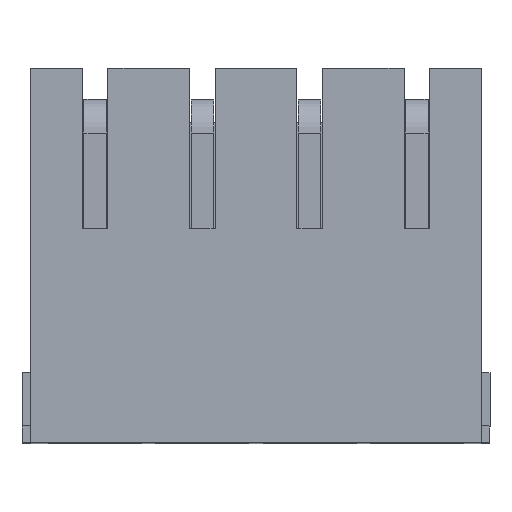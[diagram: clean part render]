
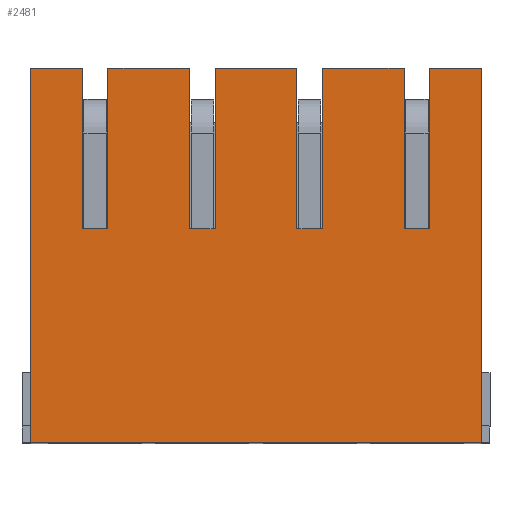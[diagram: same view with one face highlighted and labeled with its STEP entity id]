
A CAD part, top view. The second image highlights one B-rep face of the part: STEP entity #2481.
In plain terms, the highlighted planar face has unit normal (0, 0, 1).
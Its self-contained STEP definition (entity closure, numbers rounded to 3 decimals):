
#2333=AXIS2_PLACEMENT_3D('Plane Axis2P3D',#2330,#2331,#2332) ;
#147=CARTESIAN_POINT('Vertex',(16.33,0.,16.7)) ;
#150=CARTESIAN_POINT('Line Origine',(8.315,0.,16.7)) ;
#154=CARTESIAN_POINT('Vertex',(0.3,0.,16.7)) ;
#2048=CARTESIAN_POINT('Vertex',(16.33,13.3,16.7)) ;
#2051=CARTESIAN_POINT('Line Origine',(16.33,6.65,16.7)) ;
#2330=CARTESIAN_POINT('Axis2P3D Location',(0.3,13.3,16.7)) ;
#2335=CARTESIAN_POINT('Line Origine',(12.125,13.3,16.7)) ;
#2339=CARTESIAN_POINT('Vertex',(10.67,13.3,16.7)) ;
#2341=CARTESIAN_POINT('Vertex',(13.58,13.3,16.7)) ;
#2344=CARTESIAN_POINT('Line Origine',(10.67,10.45,16.7)) ;
#2348=CARTESIAN_POINT('Vertex',(10.67,7.6,16.7)) ;
#2351=CARTESIAN_POINT('Line Origine',(10.22,7.6,16.7)) ;
#2355=CARTESIAN_POINT('Vertex',(9.77,7.6,16.7)) ;
#2358=CARTESIAN_POINT('Line Origine',(9.77,10.45,16.7)) ;
#2362=CARTESIAN_POINT('Vertex',(9.77,13.3,16.7)) ;
#2365=CARTESIAN_POINT('Line Origine',(8.315,13.3,16.7)) ;
#2369=CARTESIAN_POINT('Vertex',(6.86,13.3,16.7)) ;
#2372=CARTESIAN_POINT('Line Origine',(6.86,10.45,16.7)) ;
#2376=CARTESIAN_POINT('Vertex',(6.86,7.6,16.7)) ;
#2379=CARTESIAN_POINT('Line Origine',(6.41,7.6,16.7)) ;
#2383=CARTESIAN_POINT('Vertex',(5.96,7.6,16.7)) ;
#2386=CARTESIAN_POINT('Line Origine',(5.96,10.45,16.7)) ;
#2390=CARTESIAN_POINT('Vertex',(5.96,13.3,16.7)) ;
#2393=CARTESIAN_POINT('Line Origine',(4.505,13.3,16.7)) ;
#2397=CARTESIAN_POINT('Vertex',(3.05,13.3,16.7)) ;
#2400=CARTESIAN_POINT('Line Origine',(3.05,10.45,16.7)) ;
#2404=CARTESIAN_POINT('Vertex',(3.05,7.6,16.7)) ;
#2407=CARTESIAN_POINT('Line Origine',(2.6,7.6,16.7)) ;
#2411=CARTESIAN_POINT('Vertex',(2.15,7.6,16.7)) ;
#2414=CARTESIAN_POINT('Line Origine',(2.15,10.45,16.7)) ;
#2418=CARTESIAN_POINT('Vertex',(2.15,13.3,16.7)) ;
#2421=CARTESIAN_POINT('Line Origine',(1.225,13.3,16.7)) ;
#2425=CARTESIAN_POINT('Vertex',(0.3,13.3,16.7)) ;
#2428=CARTESIAN_POINT('Line Origine',(0.3,6.65,16.7)) ;
#2433=CARTESIAN_POINT('Line Origine',(15.405,13.3,16.7)) ;
#2437=CARTESIAN_POINT('Vertex',(14.48,13.3,16.7)) ;
#2440=CARTESIAN_POINT('Line Origine',(14.48,10.45,16.7)) ;
#2444=CARTESIAN_POINT('Vertex',(14.48,7.6,16.7)) ;
#2447=CARTESIAN_POINT('Line Origine',(14.03,7.6,16.7)) ;
#2451=CARTESIAN_POINT('Vertex',(13.58,7.6,16.7)) ;
#2454=CARTESIAN_POINT('Line Origine',(13.58,10.45,16.7)) ;
#151=DIRECTION('Vector Direction',(1.,0.,0.)) ;
#2052=DIRECTION('Vector Direction',(0.,-1.,0.)) ;
#2331=DIRECTION('Axis2P3D Direction',(-0.,0.,1.)) ;
#2332=DIRECTION('Axis2P3D XDirection',(0.,-1.,0.)) ;
#2336=DIRECTION('Vector Direction',(1.,0.,0.)) ;
#2345=DIRECTION('Vector Direction',(0.,-1.,0.)) ;
#2352=DIRECTION('Vector Direction',(-1.,0.,0.)) ;
#2359=DIRECTION('Vector Direction',(0.,-1.,0.)) ;
#2366=DIRECTION('Vector Direction',(1.,0.,0.)) ;
#2373=DIRECTION('Vector Direction',(0.,-1.,0.)) ;
#2380=DIRECTION('Vector Direction',(-1.,0.,0.)) ;
#2387=DIRECTION('Vector Direction',(0.,-1.,0.)) ;
#2394=DIRECTION('Vector Direction',(1.,0.,0.)) ;
#2401=DIRECTION('Vector Direction',(0.,-1.,0.)) ;
#2408=DIRECTION('Vector Direction',(-1.,0.,0.)) ;
#2415=DIRECTION('Vector Direction',(0.,-1.,0.)) ;
#2422=DIRECTION('Vector Direction',(1.,0.,0.)) ;
#2429=DIRECTION('Vector Direction',(0.,-1.,0.)) ;
#2434=DIRECTION('Vector Direction',(1.,0.,0.)) ;
#2441=DIRECTION('Vector Direction',(0.,-1.,0.)) ;
#2448=DIRECTION('Vector Direction',(-1.,0.,0.)) ;
#2455=DIRECTION('Vector Direction',(0.,-1.,0.)) ;
#152=VECTOR('Line Direction',#151,1.) ;
#2053=VECTOR('Line Direction',#2052,1.) ;
#2337=VECTOR('Line Direction',#2336,1.) ;
#2346=VECTOR('Line Direction',#2345,1.) ;
#2353=VECTOR('Line Direction',#2352,1.) ;
#2360=VECTOR('Line Direction',#2359,1.) ;
#2367=VECTOR('Line Direction',#2366,1.) ;
#2374=VECTOR('Line Direction',#2373,1.) ;
#2381=VECTOR('Line Direction',#2380,1.) ;
#2388=VECTOR('Line Direction',#2387,1.) ;
#2395=VECTOR('Line Direction',#2394,1.) ;
#2402=VECTOR('Line Direction',#2401,1.) ;
#2409=VECTOR('Line Direction',#2408,1.) ;
#2416=VECTOR('Line Direction',#2415,1.) ;
#2423=VECTOR('Line Direction',#2422,1.) ;
#2430=VECTOR('Line Direction',#2429,1.) ;
#2435=VECTOR('Line Direction',#2434,1.) ;
#2442=VECTOR('Line Direction',#2441,1.) ;
#2449=VECTOR('Line Direction',#2448,1.) ;
#2456=VECTOR('Line Direction',#2455,1.) ;
#2460=ORIENTED_EDGE('',*,*,#2343,.F.) ;
#2461=ORIENTED_EDGE('',*,*,#2350,.T.) ;
#2462=ORIENTED_EDGE('',*,*,#2357,.T.) ;
#2463=ORIENTED_EDGE('',*,*,#2364,.T.) ;
#2464=ORIENTED_EDGE('',*,*,#2371,.F.) ;
#2465=ORIENTED_EDGE('',*,*,#2378,.T.) ;
#2466=ORIENTED_EDGE('',*,*,#2385,.T.) ;
#2467=ORIENTED_EDGE('',*,*,#2392,.T.) ;
#2468=ORIENTED_EDGE('',*,*,#2399,.F.) ;
#2469=ORIENTED_EDGE('',*,*,#2406,.T.) ;
#2470=ORIENTED_EDGE('',*,*,#2413,.T.) ;
#2471=ORIENTED_EDGE('',*,*,#2420,.T.) ;
#2472=ORIENTED_EDGE('',*,*,#2427,.F.) ;
#2473=ORIENTED_EDGE('',*,*,#2432,.F.) ;
#2474=ORIENTED_EDGE('',*,*,#156,.T.) ;
#2475=ORIENTED_EDGE('',*,*,#2055,.T.) ;
#2476=ORIENTED_EDGE('',*,*,#2439,.F.) ;
#2477=ORIENTED_EDGE('',*,*,#2446,.T.) ;
#2478=ORIENTED_EDGE('',*,*,#2453,.T.) ;
#2479=ORIENTED_EDGE('',*,*,#2458,.T.) ;
#2481=ADVANCED_FACE('HOUSING',(#2480),#2334,.T.) ;
#156=EDGE_CURVE('',#155,#148,#153,.T.) ;
#2055=EDGE_CURVE('',#148,#2049,#2054,.F.) ;
#2343=EDGE_CURVE('',#2340,#2342,#2338,.T.) ;
#2350=EDGE_CURVE('',#2340,#2349,#2347,.T.) ;
#2357=EDGE_CURVE('',#2349,#2356,#2354,.T.) ;
#2364=EDGE_CURVE('',#2356,#2363,#2361,.F.) ;
#2371=EDGE_CURVE('',#2370,#2363,#2368,.T.) ;
#2378=EDGE_CURVE('',#2370,#2377,#2375,.T.) ;
#2385=EDGE_CURVE('',#2377,#2384,#2382,.T.) ;
#2392=EDGE_CURVE('',#2384,#2391,#2389,.F.) ;
#2399=EDGE_CURVE('',#2398,#2391,#2396,.T.) ;
#2406=EDGE_CURVE('',#2398,#2405,#2403,.T.) ;
#2413=EDGE_CURVE('',#2405,#2412,#2410,.T.) ;
#2420=EDGE_CURVE('',#2412,#2419,#2417,.F.) ;
#2427=EDGE_CURVE('',#2426,#2419,#2424,.T.) ;
#2432=EDGE_CURVE('',#155,#2426,#2431,.F.) ;
#2439=EDGE_CURVE('',#2438,#2049,#2436,.T.) ;
#2446=EDGE_CURVE('',#2438,#2445,#2443,.T.) ;
#2453=EDGE_CURVE('',#2445,#2452,#2450,.T.) ;
#2458=EDGE_CURVE('',#2452,#2342,#2457,.F.) ;
#2459=EDGE_LOOP('',(#2460,#2461,#2462,#2463,#2464,#2465,#2466,#2467,#2468,#2469,#2470,#2471,#2472,#2473,#2474,#2475,#2476,#2477,#2478,#2479)) ;
#2480=FACE_OUTER_BOUND('',#2459,.T.) ;
#153=LINE('Line',#150,#152) ;
#2054=LINE('Line',#2051,#2053) ;
#2338=LINE('Line',#2335,#2337) ;
#2347=LINE('Line',#2344,#2346) ;
#2354=LINE('Line',#2351,#2353) ;
#2361=LINE('Line',#2358,#2360) ;
#2368=LINE('Line',#2365,#2367) ;
#2375=LINE('Line',#2372,#2374) ;
#2382=LINE('Line',#2379,#2381) ;
#2389=LINE('Line',#2386,#2388) ;
#2396=LINE('Line',#2393,#2395) ;
#2403=LINE('Line',#2400,#2402) ;
#2410=LINE('Line',#2407,#2409) ;
#2417=LINE('Line',#2414,#2416) ;
#2424=LINE('Line',#2421,#2423) ;
#2431=LINE('Line',#2428,#2430) ;
#2436=LINE('Line',#2433,#2435) ;
#2443=LINE('Line',#2440,#2442) ;
#2450=LINE('Line',#2447,#2449) ;
#2457=LINE('Line',#2454,#2456) ;
#2334=PLANE('',#2333) ;
#148=VERTEX_POINT('',#147) ;
#155=VERTEX_POINT('',#154) ;
#2049=VERTEX_POINT('',#2048) ;
#2340=VERTEX_POINT('',#2339) ;
#2342=VERTEX_POINT('',#2341) ;
#2349=VERTEX_POINT('',#2348) ;
#2356=VERTEX_POINT('',#2355) ;
#2363=VERTEX_POINT('',#2362) ;
#2370=VERTEX_POINT('',#2369) ;
#2377=VERTEX_POINT('',#2376) ;
#2384=VERTEX_POINT('',#2383) ;
#2391=VERTEX_POINT('',#2390) ;
#2398=VERTEX_POINT('',#2397) ;
#2405=VERTEX_POINT('',#2404) ;
#2412=VERTEX_POINT('',#2411) ;
#2419=VERTEX_POINT('',#2418) ;
#2426=VERTEX_POINT('',#2425) ;
#2438=VERTEX_POINT('',#2437) ;
#2445=VERTEX_POINT('',#2444) ;
#2452=VERTEX_POINT('',#2451) ;
